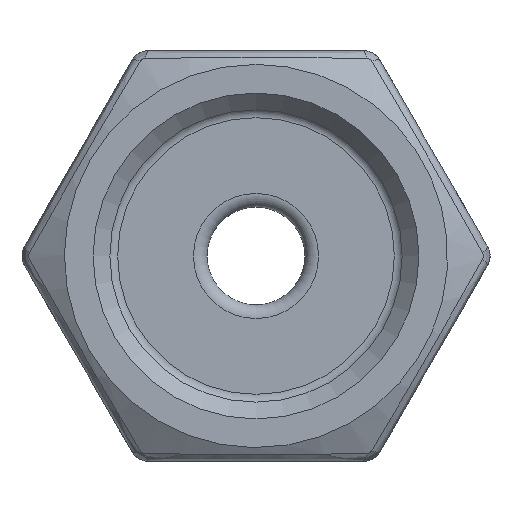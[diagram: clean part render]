
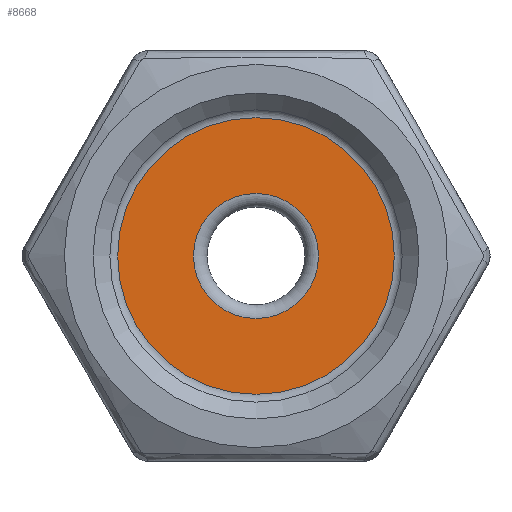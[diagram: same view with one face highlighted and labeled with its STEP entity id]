
A CAD part, left-side view. The second image highlights one B-rep face of the part: STEP entity #8668.
In plain terms, the highlighted planar face has unit normal (-1, 0, 0).
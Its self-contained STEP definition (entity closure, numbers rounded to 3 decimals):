
#606 = PLANE ( 'NONE',  #739 ) ;
#739 = AXIS2_PLACEMENT_3D ( 'NONE', #7232, #2164, #9976 ) ;
#1669 = CIRCLE ( 'NONE', #13678, 7.075 ) ;
#1859 = FACE_BOUND ( 'NONE', #1971, .T. ) ;
#1971 = EDGE_LOOP ( 'NONE', ( #3838 ) ) ;
#2164 = DIRECTION ( 'NONE',  ( 1., 0., 0. ) ) ;
#2574 = DIRECTION ( 'NONE',  ( 0., 0., 1. ) ) ;
#3838 = ORIENTED_EDGE ( 'NONE', *, *, #6232, .T. ) ;
#5134 = ORIENTED_EDGE ( 'NONE', *, *, #14815, .F. ) ;
#5194 = DIRECTION ( 'NONE',  ( 1., 0., 0. ) ) ;
#6232 = EDGE_CURVE ( 'NONE', #13278, #13278, #10942, .T. ) ;
#7232 = CARTESIAN_POINT ( 'NONE',  ( 11.7, 0., -7.575 ) ) ;
#8668 = ADVANCED_FACE ( 'NONE', ( #1859, #14430 ), #606, .F. ) ;
#9138 = EDGE_LOOP ( 'NONE', ( #5134 ) ) ;
#9646 = DIRECTION ( 'NONE',  ( 0., 0., -1. ) ) ;
#9684 = VERTEX_POINT ( 'NONE', #14855 ) ;
#9976 = DIRECTION ( 'NONE',  ( 0., 1., 0. ) ) ;
#10381 = CARTESIAN_POINT ( 'NONE',  ( 11.7, 0., 0. ) ) ;
#10942 = CIRCLE ( 'NONE', #16545, 3.2 ) ;
#11971 = CARTESIAN_POINT ( 'NONE',  ( 11.7, 0., 0. ) ) ;
#12340 = CARTESIAN_POINT ( 'NONE',  ( 11.7, 0., -3.2 ) ) ;
#13278 = VERTEX_POINT ( 'NONE', #12340 ) ;
#13678 = AXIS2_PLACEMENT_3D ( 'NONE', #10381, #5194, #2574 ) ;
#14430 = FACE_OUTER_BOUND ( 'NONE', #9138, .T. ) ;
#14596 = DIRECTION ( 'NONE',  ( 1., 0., 0. ) ) ;
#14815 = EDGE_CURVE ( 'NONE', #9684, #9684, #1669, .T. ) ;
#14855 = CARTESIAN_POINT ( 'NONE',  ( 11.7, 0., 7.075 ) ) ;
#16545 = AXIS2_PLACEMENT_3D ( 'NONE', #11971, #14596, #9646 ) ;
